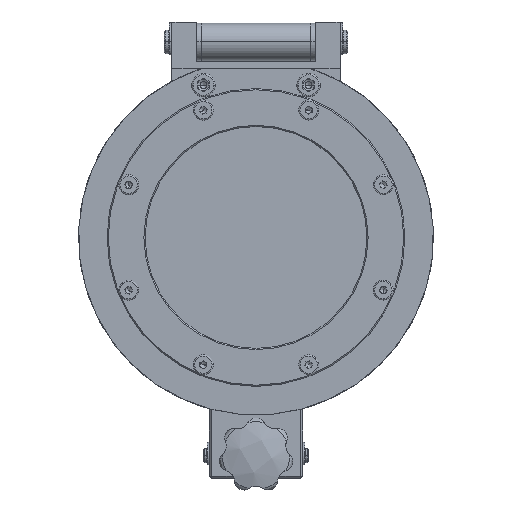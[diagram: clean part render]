
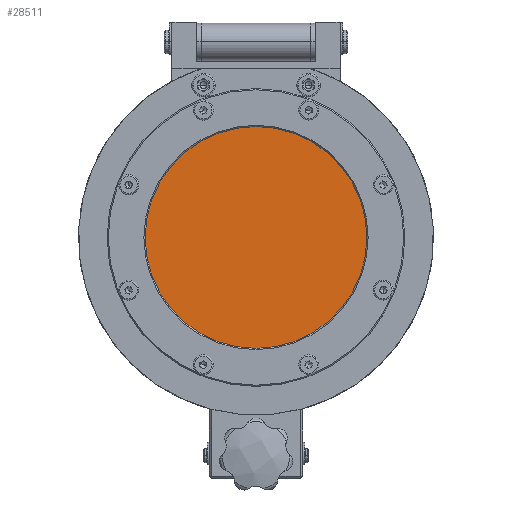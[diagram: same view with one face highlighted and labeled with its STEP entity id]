
A CAD part, top view. The second image highlights one B-rep face of the part: STEP entity #28511.
In plain terms, the highlighted planar face has unit normal (0, 0, 1).
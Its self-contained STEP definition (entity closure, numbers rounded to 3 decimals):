
#2886 = EDGE_CURVE ( 'NONE', #39072, #40988, #9458, .T. ) ;
#4389 = AXIS2_PLACEMENT_3D ( 'NONE', #41295, #41252, #41239 ) ;
#5651 = CARTESIAN_POINT ( 'NONE',  ( -48., 0., 28.4 ) ) ;
#9458 = CIRCLE ( 'NONE', #11816, 48. ) ;
#11816 = AXIS2_PLACEMENT_3D ( 'NONE', #28684, #22044, #12849 ) ;
#12849 = DIRECTION ( 'NONE',  ( 1., 0., 0. ) ) ;
#13731 = AXIS2_PLACEMENT_3D ( 'NONE', #15034, #14961, #14903 ) ;
#14903 = DIRECTION ( 'NONE',  ( 0., 1., 0. ) ) ;
#14961 = DIRECTION ( 'NONE',  ( 0., 0., -1. ) ) ;
#15034 = CARTESIAN_POINT ( 'NONE',  ( 0., -53.828, 28.4 ) ) ;
#15698 = PLANE ( 'NONE',  #13731 ) ;
#16568 = ORIENTED_EDGE ( 'NONE', *, *, #29937, .T. ) ;
#22044 = DIRECTION ( 'NONE',  ( 0., 0., 1. ) ) ;
#24178 = CIRCLE ( 'NONE', #4389, 48. ) ;
#24724 = CARTESIAN_POINT ( 'NONE',  ( 48., 0., 28.4 ) ) ;
#28511 = ADVANCED_FACE ( 'NONE', ( #33254 ), #15698, .F. ) ;
#28684 = CARTESIAN_POINT ( 'NONE',  ( 0., 0., 28.4 ) ) ;
#29937 = EDGE_CURVE ( 'NONE', #40988, #39072, #24178, .T. ) ;
#33254 = FACE_OUTER_BOUND ( 'NONE', #33678, .T. ) ;
#33678 = EDGE_LOOP ( 'NONE', ( #16568, #38141 ) ) ;
#38141 = ORIENTED_EDGE ( 'NONE', *, *, #2886, .T. ) ;
#39072 = VERTEX_POINT ( 'NONE', #5651 ) ;
#40988 = VERTEX_POINT ( 'NONE', #24724 ) ;
#41239 = DIRECTION ( 'NONE',  ( 1., 0., 0. ) ) ;
#41252 = DIRECTION ( 'NONE',  ( 0., 0., 1. ) ) ;
#41295 = CARTESIAN_POINT ( 'NONE',  ( 0., 0., 28.4 ) ) ;
